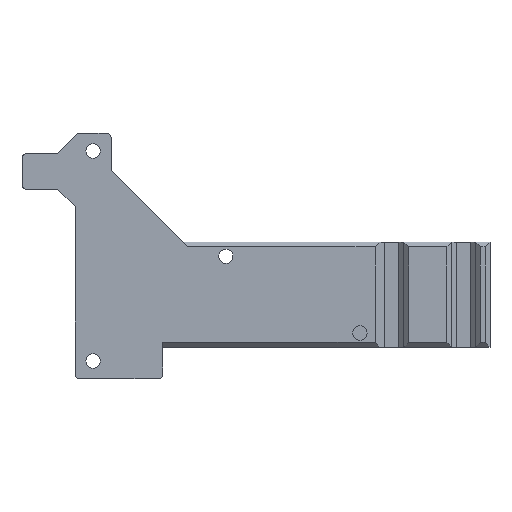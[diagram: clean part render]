
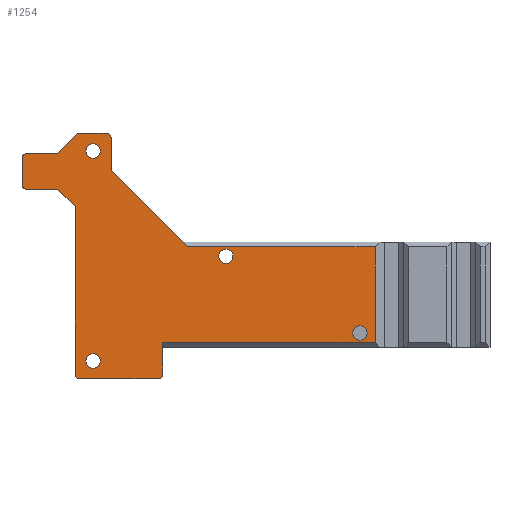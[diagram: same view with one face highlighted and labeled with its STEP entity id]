
A CAD part, top view. The second image highlights one B-rep face of the part: STEP entity #1254.
In plain terms, the highlighted planar face has unit normal (0, 0, 1).
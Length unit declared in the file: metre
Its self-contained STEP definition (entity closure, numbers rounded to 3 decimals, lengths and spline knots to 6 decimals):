
#36=CIRCLE('',#1341,0.0015);
#37=CIRCLE('',#1342,0.0015);
#38=CIRCLE('',#1343,0.0015);
#39=CIRCLE('',#1344,0.0015);
#40=CIRCLE('',#1345,0.001);
#41=CIRCLE('',#1346,0.001);
#42=CIRCLE('',#1347,0.001);
#43=CIRCLE('',#1348,0.001);
#44=CIRCLE('',#1349,0.001);
#45=CIRCLE('',#1350,0.001);
#73=ORIENTED_EDGE('',*,*,#433,.F.);
#74=ORIENTED_EDGE('',*,*,#434,.F.);
#75=ORIENTED_EDGE('',*,*,#435,.T.);
#76=ORIENTED_EDGE('',*,*,#436,.T.);
#77=ORIENTED_EDGE('',*,*,#437,.T.);
#78=ORIENTED_EDGE('',*,*,#438,.T.);
#79=ORIENTED_EDGE('',*,*,#439,.T.);
#80=ORIENTED_EDGE('',*,*,#440,.T.);
#81=ORIENTED_EDGE('',*,*,#441,.T.);
#82=ORIENTED_EDGE('',*,*,#442,.F.);
#83=ORIENTED_EDGE('',*,*,#443,.T.);
#84=ORIENTED_EDGE('',*,*,#444,.F.);
#85=ORIENTED_EDGE('',*,*,#445,.T.);
#86=ORIENTED_EDGE('',*,*,#446,.T.);
#87=ORIENTED_EDGE('',*,*,#447,.F.);
#88=ORIENTED_EDGE('',*,*,#448,.T.);
#89=ORIENTED_EDGE('',*,*,#449,.T.);
#90=ORIENTED_EDGE('',*,*,#450,.T.);
#91=ORIENTED_EDGE('',*,*,#451,.T.);
#92=ORIENTED_EDGE('',*,*,#452,.T.);
#93=ORIENTED_EDGE('',*,*,#453,.F.);
#94=ORIENTED_EDGE('',*,*,#454,.T.);
#95=ORIENTED_EDGE('',*,*,#455,.F.);
#96=ORIENTED_EDGE('',*,*,#456,.T.);
#433=EDGE_CURVE('',#613,#613,#36,.T.);
#434=EDGE_CURVE('',#614,#614,#37,.T.);
#435=EDGE_CURVE('',#615,#615,#38,.T.);
#436=EDGE_CURVE('',#616,#616,#39,.T.);
#437=EDGE_CURVE('',#617,#618,#735,.T.);
#438=EDGE_CURVE('',#618,#619,#736,.T.);
#439=EDGE_CURVE('',#619,#620,#737,.T.);
#440=EDGE_CURVE('',#620,#621,#738,.T.);
#441=EDGE_CURVE('',#621,#622,#739,.T.);
#442=EDGE_CURVE('',#623,#622,#740,.T.);
#443=EDGE_CURVE('',#623,#624,#40,.F.);
#444=EDGE_CURVE('',#625,#624,#741,.T.);
#445=EDGE_CURVE('',#625,#626,#41,.F.);
#446=EDGE_CURVE('',#626,#627,#742,.T.);
#447=EDGE_CURVE('',#628,#627,#743,.T.);
#448=EDGE_CURVE('',#628,#629,#42,.F.);
#449=EDGE_CURVE('',#629,#630,#744,.T.);
#450=EDGE_CURVE('',#630,#631,#43,.F.);
#451=EDGE_CURVE('',#631,#632,#745,.T.);
#452=EDGE_CURVE('',#632,#633,#746,.T.);
#453=EDGE_CURVE('',#634,#633,#747,.T.);
#454=EDGE_CURVE('',#634,#635,#44,.F.);
#455=EDGE_CURVE('',#636,#635,#748,.T.);
#456=EDGE_CURVE('',#636,#617,#45,.F.);
#613=VERTEX_POINT('',#1828);
#614=VERTEX_POINT('',#1830);
#615=VERTEX_POINT('',#1832);
#616=VERTEX_POINT('',#1834);
#617=VERTEX_POINT('',#1836);
#618=VERTEX_POINT('',#1837);
#619=VERTEX_POINT('',#1839);
#620=VERTEX_POINT('',#1841);
#621=VERTEX_POINT('',#1843);
#622=VERTEX_POINT('',#1845);
#623=VERTEX_POINT('',#1847);
#624=VERTEX_POINT('',#1849);
#625=VERTEX_POINT('',#1851);
#626=VERTEX_POINT('',#1853);
#627=VERTEX_POINT('',#1855);
#628=VERTEX_POINT('',#1857);
#629=VERTEX_POINT('',#1859);
#630=VERTEX_POINT('',#1861);
#631=VERTEX_POINT('',#1863);
#632=VERTEX_POINT('',#1865);
#633=VERTEX_POINT('',#1867);
#634=VERTEX_POINT('',#1869);
#635=VERTEX_POINT('',#1871);
#636=VERTEX_POINT('',#1873);
#735=LINE('',#1835,#877);
#736=LINE('',#1838,#878);
#737=LINE('',#1840,#879);
#738=LINE('',#1842,#880);
#739=LINE('',#1844,#881);
#740=LINE('',#1846,#882);
#741=LINE('',#1850,#883);
#742=LINE('',#1854,#884);
#743=LINE('',#1856,#885);
#744=LINE('',#1860,#886);
#745=LINE('',#1864,#887);
#746=LINE('',#1866,#888);
#747=LINE('',#1868,#889);
#748=LINE('',#1872,#890);
#877=VECTOR('',#1468,1.);
#878=VECTOR('',#1469,1.);
#879=VECTOR('',#1470,1.);
#880=VECTOR('',#1471,1.);
#881=VECTOR('',#1472,1.);
#882=VECTOR('',#1473,1.);
#883=VECTOR('',#1476,1.);
#884=VECTOR('',#1479,1.);
#885=VECTOR('',#1480,1.);
#886=VECTOR('',#1483,1.);
#887=VECTOR('',#1486,1.);
#888=VECTOR('',#1487,1.);
#889=VECTOR('',#1488,1.);
#890=VECTOR('',#1491,1.);
#1016=EDGE_LOOP('',(#73));
#1017=EDGE_LOOP('',(#74));
#1018=EDGE_LOOP('',(#75));
#1019=EDGE_LOOP('',(#76));
#1020=EDGE_LOOP('',(#77,#78,#79,#80,#81,#82,#83,#84,#85,#86,#87,#88,#89,
#90,#91,#92,#93,#94,#95,#96));
#1108=FACE_BOUND('',#1016,.T.);
#1109=FACE_BOUND('',#1017,.T.);
#1110=FACE_BOUND('',#1018,.T.);
#1111=FACE_BOUND('',#1019,.T.);
#1112=FACE_BOUND('',#1020,.T.);
#1200=PLANE('',#1340);
#1254=ADVANCED_FACE('',(#1108,#1109,#1110,#1111,#1112),#1200,.F.);
#1340=AXIS2_PLACEMENT_3D('',#1826,#1458,#1459);
#1341=AXIS2_PLACEMENT_3D('',#1827,#1460,#1461);
#1342=AXIS2_PLACEMENT_3D('',#1829,#1462,#1463);
#1343=AXIS2_PLACEMENT_3D('',#1831,#1464,#1465);
#1344=AXIS2_PLACEMENT_3D('',#1833,#1466,#1467);
#1345=AXIS2_PLACEMENT_3D('',#1848,#1474,#1475);
#1346=AXIS2_PLACEMENT_3D('',#1852,#1477,#1478);
#1347=AXIS2_PLACEMENT_3D('',#1858,#1481,#1482);
#1348=AXIS2_PLACEMENT_3D('',#1862,#1484,#1485);
#1349=AXIS2_PLACEMENT_3D('',#1870,#1489,#1490);
#1350=AXIS2_PLACEMENT_3D('',#1874,#1492,#1493);
#1458=DIRECTION('',(0.,0.,-1.));
#1459=DIRECTION('',(1.,0.,0.));
#1460=DIRECTION('',(0.,0.,1.));
#1461=DIRECTION('',(1.,0.,0.));
#1462=DIRECTION('',(0.,0.,1.));
#1463=DIRECTION('',(1.,0.,0.));
#1464=DIRECTION('',(0.,0.,-1.));
#1465=DIRECTION('',(-1.,0.,0.));
#1466=DIRECTION('',(0.,0.,-1.));
#1467=DIRECTION('',(-1.,0.,0.));
#1468=DIRECTION('',(0.,1.,0.));
#1469=DIRECTION('',(1.,0.,0.));
#1470=DIRECTION('',(0.,1.,0.));
#1471=DIRECTION('',(-1.,0.,0.));
#1472=DIRECTION('',(-0.707,0.707,0.));
#1473=DIRECTION('',(0.,-1.,0.));
#1474=DIRECTION('',(0.,0.,-1.));
#1475=DIRECTION('',(-1.,0.,0.));
#1476=DIRECTION('',(1.,0.,0.));
#1477=DIRECTION('',(0.,0.,-1.));
#1478=DIRECTION('',(-1.,0.,0.));
#1479=DIRECTION('',(-0.707,-0.707,0.));
#1480=DIRECTION('',(1.,0.,0.));
#1481=DIRECTION('',(0.,0.,-1.));
#1482=DIRECTION('',(-1.,0.,0.));
#1483=DIRECTION('',(0.,-1.,0.));
#1484=DIRECTION('',(0.,0.,-1.));
#1485=DIRECTION('',(-1.,0.,0.));
#1486=DIRECTION('',(1.,0.,0.));
#1487=DIRECTION('',(0.707,-0.707,0.));
#1488=DIRECTION('',(0.,1.,0.));
#1489=DIRECTION('',(0.,0.,-1.));
#1490=DIRECTION('',(-1.,0.,0.));
#1491=DIRECTION('',(-1.,0.,0.));
#1492=DIRECTION('',(0.,0.,-1.));
#1493=DIRECTION('',(-1.,0.,0.));
#1826=CARTESIAN_POINT('',(0.073359,0.,-0.0189));
#1827=CARTESIAN_POINT('',(0.095053,-0.016082,-0.0189));
#1828=CARTESIAN_POINT('',(0.096553,-0.016082,-0.0189));
#1829=CARTESIAN_POINT('',(0.067053,-0.000082,-0.0189));
#1830=CARTESIAN_POINT('',(0.068553,-0.000082,-0.0189));
#1831=CARTESIAN_POINT('',(0.039348,0.02192,-0.0189));
#1832=CARTESIAN_POINT('',(0.037848,0.02192,-0.0189));
#1833=CARTESIAN_POINT('',(0.039348,-0.02192,-0.0189));
#1834=CARTESIAN_POINT('',(0.037848,-0.02192,-0.0189));
#1835=CARTESIAN_POINT('',(0.053909,-0.022365,-0.0189));
#1836=CARTESIAN_POINT('',(0.053909,-0.02467,-0.0189));
#1837=CARTESIAN_POINT('',(0.053909,-0.01806,-0.0189));
#1838=CARTESIAN_POINT('',(0.073359,-0.01806,-0.0189));
#1839=CARTESIAN_POINT('',(0.098209,-0.01806,-0.0189));
#1840=CARTESIAN_POINT('',(0.098209,0.,-0.0189));
#1841=CARTESIAN_POINT('',(0.098209,0.001896,-0.0189));
#1842=CARTESIAN_POINT('',(0.058098,0.001896,-0.0189));
#1843=CARTESIAN_POINT('',(0.059098,0.001896,-0.0189));
#1844=CARTESIAN_POINT('',(0.067177,-0.006182,-0.0189));
#1845=CARTESIAN_POINT('',(0.043098,0.017896,-0.0189));
#1846=CARTESIAN_POINT('',(0.043098,0.008393,-0.0189));
#1847=CARTESIAN_POINT('',(0.043098,0.02467,-0.0189));
#1848=CARTESIAN_POINT('',(0.042098,0.02467,-0.0189));
#1849=CARTESIAN_POINT('',(0.042098,0.02567,-0.0189));
#1850=CARTESIAN_POINT('',(0.033803,0.02567,-0.0189));
#1851=CARTESIAN_POINT('',(0.036693,0.02567,-0.0189));
#1852=CARTESIAN_POINT('',(0.036693,0.02467,-0.0189));
#1853=CARTESIAN_POINT('',(0.035986,0.025377,-0.0189));
#1854=CARTESIAN_POINT('',(0.041984,0.031375,-0.0189));
#1855=CARTESIAN_POINT('',(0.031998,0.02139,-0.0189));
#1856=CARTESIAN_POINT('',(0.073359,0.02139,-0.0189));
#1857=CARTESIAN_POINT('',(0.025509,0.02139,-0.0189));
#1858=CARTESIAN_POINT('',(0.025509,0.02039,-0.0189));
#1859=CARTESIAN_POINT('',(0.024509,0.02039,-0.0189));
#1860=CARTESIAN_POINT('',(0.024509,0.01978,-0.0189));
#1861=CARTESIAN_POINT('',(0.024509,0.01489,-0.0189));
#1862=CARTESIAN_POINT('',(0.025509,0.01489,-0.0189));
#1863=CARTESIAN_POINT('',(0.025509,0.01389,-0.0189));
#1864=CARTESIAN_POINT('',(0.030053,0.01389,-0.0189));
#1865=CARTESIAN_POINT('',(0.031998,0.01389,-0.0189));
#1866=CARTESIAN_POINT('',(0.059623,-0.013736,-0.0189));
#1867=CARTESIAN_POINT('',(0.035598,0.01029,-0.0189));
#1868=CARTESIAN_POINT('',(0.035598,-0.021115,-0.0189));
#1869=CARTESIAN_POINT('',(0.035598,-0.02467,-0.0189));
#1870=CARTESIAN_POINT('',(0.036598,-0.02467,-0.0189));
#1871=CARTESIAN_POINT('',(0.036598,-0.02567,-0.0189));
#1872=CARTESIAN_POINT('',(0.044753,-0.02567,-0.0189));
#1873=CARTESIAN_POINT('',(0.052909,-0.02567,-0.0189));
#1874=CARTESIAN_POINT('',(0.052909,-0.02467,-0.0189));
